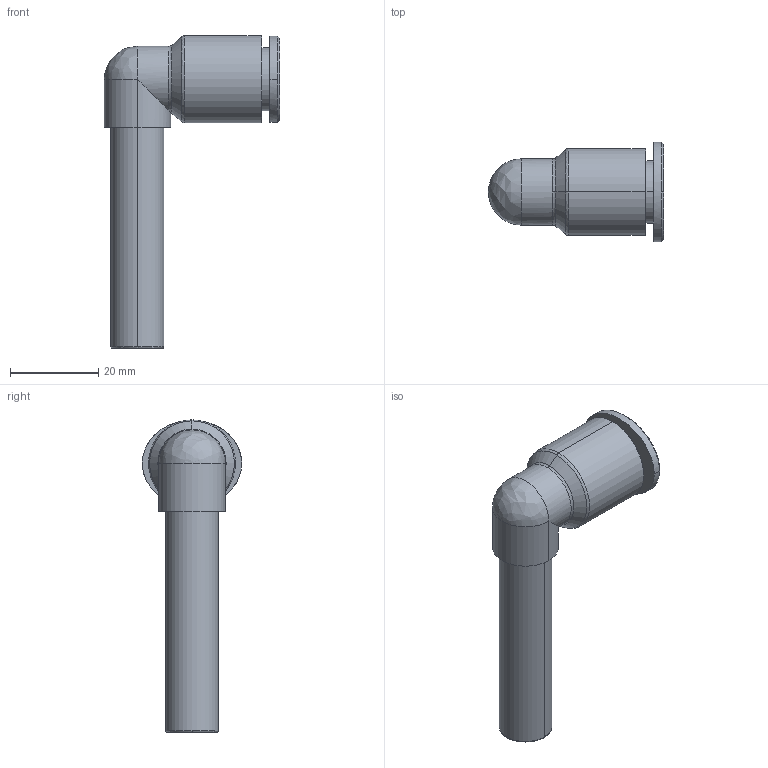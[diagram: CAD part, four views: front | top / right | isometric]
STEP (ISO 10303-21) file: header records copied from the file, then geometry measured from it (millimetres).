
FILE_DESCRIPTION (( 'STEP AP214' ), '1' );
FILE_NAME ('PLLJ12.STEP', '2015-11-03T07:55:35', ( '' ), ( '' ), 'SwSTEP 2.0', 'SolidWorks 2015', '' );
FILE_SCHEMA (( 'AUTOMOTIVE_DESIGN' ));
Length unit declared in the file: millimetre
Products named in the file (2): PLLJ12; ｦ+ﾃｦ1
Assembly tree (1 placements, depth 2):
  PLLJ12
    ｦ+ﾃｦ1
Bounding box: 39.7 x 22.5 x 70.75 mm (x, y, z)
Volume: 13315.6 mm3; surface area: 5916.7 mm2
Topology: 1 solids, 1 shells, 374 faces, 1068 edges, 709 vertices
Faces by surface type: plane 338, bspline 14, cylinder 12, cone 8, torus 2
Entity records: 13135 total; most frequent: CARTESIAN_POINT 3127, ORIENTED_EDGE 2134, DIRECTION 1816, EDGE_CURVE 1067, VECTOR 990, LINE 990, VERTEX_POINT 709, AXIS2_PLACEMENT_3D 413
